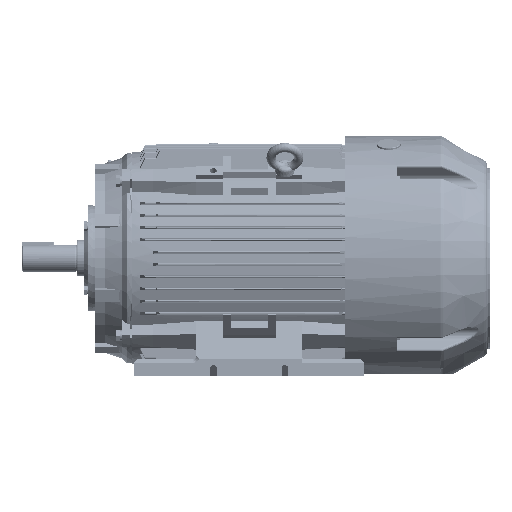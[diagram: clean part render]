
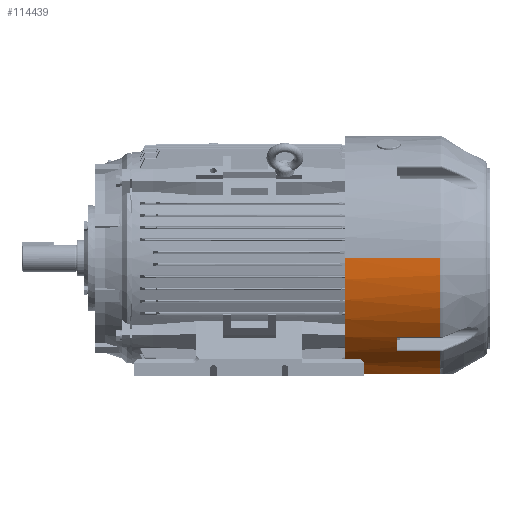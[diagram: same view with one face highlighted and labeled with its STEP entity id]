
A CAD part, front view. The second image highlights one B-rep face of the part: STEP entity #114439.
In plain terms, the highlighted cylindrical face has radius 184.5 mm (diameter 369 mm), a partial arc.
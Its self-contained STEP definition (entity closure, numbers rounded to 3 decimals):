
#17650 = CARTESIAN_POINT ( 'NONE',  ( 143.905, -140.797, 119.233 ) ) ;
#17703 = DIRECTION ( 'NONE',  ( -1., 0., 0. ) ) ;
#17704 = VECTOR ( 'NONE', #17703, 1000. ) ;
#17705 = CARTESIAN_POINT ( 'NONE',  ( 0., -140.797, 119.233 ) ) ;
#17706 = LINE ( 'NONE', #17705, #17704 ) ;
#17707 = CARTESIAN_POINT ( 'NONE',  ( 78., -140.797, 119.233 ) ) ;
#21392 = CARTESIAN_POINT ( 'NONE',  ( 0., -173.25, 63.44 ) ) ;
#21467 = CARTESIAN_POINT ( 'NONE',  ( 143.905, 0., 184.5 ) ) ;
#21468 = DIRECTION ( 'NONE',  ( -1., 0., 0. ) ) ;
#21469 = VECTOR ( 'NONE', #21468, 1000. ) ;
#21470 = CARTESIAN_POINT ( 'NONE',  ( 0., 0., 184.5 ) ) ;
#21471 = LINE ( 'NONE', #21470, #21469 ) ;
#21472 = CARTESIAN_POINT ( 'NONE',  ( 0., 0., 184.5 ) ) ;
#21524 = DIRECTION ( 'NONE',  ( 1., 0., 0. ) ) ;
#21525 = VECTOR ( 'NONE', #21524, 1000. ) ;
#21526 = CARTESIAN_POINT ( 'NONE',  ( 0., -119.233, 140.797 ) ) ;
#21527 = LINE ( 'NONE', #21526, #21525 ) ;
#21553 = CARTESIAN_POINT ( 'NONE',  ( 1.295, -174.444, 60.078 ) ) ;
#21554 = CARTESIAN_POINT ( 'NONE',  ( 1.186, -174.402, 60.203 ) ) ;
#21555 = CARTESIAN_POINT ( 'NONE',  ( 0.983, -174.313, 60.458 ) ) ;
#21556 = CARTESIAN_POINT ( 'NONE',  ( 0.889, -174.268, 60.59 ) ) ;
#21557 = CARTESIAN_POINT ( 'NONE',  ( 0.627, -174.126, 60.995 ) ) ;
#21558 = CARTESIAN_POINT ( 'NONE',  ( 0.48, -174.026, 61.279 ) ) ;
#21559 = CARTESIAN_POINT ( 'NONE',  ( 0.24, -173.815, 61.877 ) ) ;
#21560 = CARTESIAN_POINT ( 'NONE',  ( 0.15, -173.705, 62.185 ) ) ;
#21561 = CARTESIAN_POINT ( 'NONE',  ( 0.03, -173.481, 62.806 ) ) ;
#21562 = CARTESIAN_POINT ( 'NONE',  ( 65., -175., 58.44 ) ) ;
#21563 = DIRECTION ( 'NONE',  ( -1., 0., 0. ) ) ;
#21564 = VECTOR ( 'NONE', #21563, 1000. ) ;
#21565 = CARTESIAN_POINT ( 'NONE',  ( 75., -175., 58.44 ) ) ;
#21566 = CARTESIAN_POINT ( 'NONE',  ( 0., -173.367, 63.121 ) ) ;
#21567 = CARTESIAN_POINT ( 'NONE',  ( 0., -173.25, 63.44 ) ) ;
#21568 = CARTESIAN_POINT ( 'NONE',  ( 5., -175., 58.44 ) ) ;
#21569 = B_SPLINE_CURVE_WITH_KNOTS ( 'NONE', 3,
 ( #21567, #21566, #21561, #21560, #21559, #21558, #21557, #21556, #21555, #21554, #21553, #21617, #21616, #21615, #21614, #21613, #21612, #21611, #21610, #21609 ),
 .UNSPECIFIED., .F., .F.,
 ( 4, 2, 2, 2, 2, 2, 2, 2, 2, 4 ),
 ( 0., 0.001, 0.002, 0.003, 0.004, 0.004, 0.005, 0.006, 0.007, 0.008 ),
 .UNSPECIFIED. ) ;
#21570 = LINE ( 'NONE', #21565, #21564 ) ;
#21581 = FACE_OUTER_BOUND ( 'NONE', #114442, .T. ) ;
#21586 = CARTESIAN_POINT ( 'NONE',  ( 0., 0., 0. ) ) ;
#21593 = CARTESIAN_POINT ( 'NONE',  ( 78., -119.233, 140.797 ) ) ;
#21594 = DIRECTION ( 'NONE',  ( 0., 0., 1. ) ) ;
#21595 = DIRECTION ( 'NONE',  ( -1., 0., 0. ) ) ;
#21596 = CARTESIAN_POINT ( 'NONE',  ( 78., 0., 0. ) ) ;
#21597 = AXIS2_PLACEMENT_3D ( 'NONE', #21596, #21595, #21594 ) ;
#21598 = CIRCLE ( 'NONE', #21597, 184.5 ) ;
#21599 = DIRECTION ( 'NONE',  ( 0., 0., 1. ) ) ;
#21600 = DIRECTION ( 'NONE',  ( -1., 0., 0. ) ) ;
#21601 = CARTESIAN_POINT ( 'NONE',  ( 143.905, 0., 0. ) ) ;
#21602 = AXIS2_PLACEMENT_3D ( 'NONE', #21601, #21600, #21599 ) ;
#21603 = CIRCLE ( 'NONE', #21602, 184.5 ) ;
#21604 = CARTESIAN_POINT ( 'NONE',  ( 143.905, -175., 58.44 ) ) ;
#21605 = DIRECTION ( 'NONE',  ( -1., 0., 0. ) ) ;
#21606 = VECTOR ( 'NONE', #21605, 1000. ) ;
#21607 = CARTESIAN_POINT ( 'NONE',  ( 219., -175., 58.44 ) ) ;
#21608 = LINE ( 'NONE', #21607, #21606 ) ;
#21609 = CARTESIAN_POINT ( 'NONE',  ( 5., -175., 58.44 ) ) ;
#21610 = CARTESIAN_POINT ( 'NONE',  ( 4.659, -175., 58.44 ) ) ;
#21611 = CARTESIAN_POINT ( 'NONE',  ( 4.319, -174.988, 58.475 ) ) ;
#21612 = CARTESIAN_POINT ( 'NONE',  ( 3.658, -174.943, 58.612 ) ) ;
#21613 = CARTESIAN_POINT ( 'NONE',  ( 3.339, -174.909, 58.712 ) ) ;
#21614 = CARTESIAN_POINT ( 'NONE',  ( 2.727, -174.821, 58.974 ) ) ;
#21615 = CARTESIAN_POINT ( 'NONE',  ( 2.43, -174.765, 59.139 ) ) ;
#21616 = CARTESIAN_POINT ( 'NONE',  ( 1.887, -174.638, 59.514 ) ) ;
#21617 = CARTESIAN_POINT ( 'NONE',  ( 1.637, -174.566, 59.725 ) ) ;
#21632 = DIRECTION ( 'NONE',  ( 0., 0., 1. ) ) ;
#21633 = DIRECTION ( 'NONE',  ( -1., 0., 0. ) ) ;
#21634 = CARTESIAN_POINT ( 'NONE',  ( 0., 0., 0. ) ) ;
#21635 = AXIS2_PLACEMENT_3D ( 'NONE', #21634, #21633, #21632 ) ;
#21636 = CIRCLE ( 'NONE', #21635, 184.5 ) ;
#21637 = CARTESIAN_POINT ( 'NONE',  ( 143.905, -119.233, 140.797 ) ) ;
#21638 = DIRECTION ( 'NONE',  ( 0., 0., 1. ) ) ;
#21639 = DIRECTION ( 'NONE',  ( -1., 0., 0. ) ) ;
#21640 = CARTESIAN_POINT ( 'NONE',  ( 143.905, 0., 0. ) ) ;
#21641 = AXIS2_PLACEMENT_3D ( 'NONE', #21640, #21639, #21638 ) ;
#21642 = DIRECTION ( 'NONE',  ( 0., 0., 1. ) ) ;
#21643 = DIRECTION ( 'NONE',  ( -1., 0., 0. ) ) ;
#21644 = AXIS2_PLACEMENT_3D ( 'NONE', #21586, #21643, #21642 ) ;
#21645 = CIRCLE ( 'NONE', #21641, 184.5 ) ;
#21646 = CYLINDRICAL_SURFACE ( 'NONE', #21644, 184.5 ) ;
#111889 = VERTEX_POINT ( 'NONE', #17650 ) ;
#111902 = VERTEX_POINT ( 'NONE', #17707 ) ;
#111905 = EDGE_CURVE ( 'NONE', #111889, #111902, #17706, .T. ) ;
#114305 = VERTEX_POINT ( 'NONE', #21392 ) ;
#114342 = VERTEX_POINT ( 'NONE', #21472 ) ;
#114345 = EDGE_CURVE ( 'NONE', #114347, #114342, #21471, .T. ) ;
#114347 = VERTEX_POINT ( 'NONE', #21467 ) ;
#114383 = ORIENTED_EDGE ( 'NONE', *, *, #114385, .T. ) ;
#114385 = EDGE_CURVE ( 'NONE', #114430, #114450, #21527, .T. ) ;
#114407 = ORIENTED_EDGE ( 'NONE', *, *, #114409, .T. ) ;
#114409 = EDGE_CURVE ( 'NONE', #114305, #114412, #21569, .T. ) ;
#114412 = VERTEX_POINT ( 'NONE', #21568 ) ;
#114414 = ORIENTED_EDGE ( 'NONE', *, *, #114415, .F. ) ;
#114415 = EDGE_CURVE ( 'NONE', #114416, #114412, #21570, .T. ) ;
#114416 = VERTEX_POINT ( 'NONE', #21562 ) ;
#114417 = ORIENTED_EDGE ( 'NONE', *, *, #114418, .F. ) ;
#114418 = EDGE_CURVE ( 'NONE', #114419, #114416, #21608, .T. ) ;
#114419 = VERTEX_POINT ( 'NONE', #21604 ) ;
#114421 = ORIENTED_EDGE ( 'NONE', *, *, #114422, .T. ) ;
#114422 = EDGE_CURVE ( 'NONE', #114419, #111889, #21603, .T. ) ;
#114425 = ORIENTED_EDGE ( 'NONE', *, *, #111905, .T. ) ;
#114427 = ORIENTED_EDGE ( 'NONE', *, *, #114429, .T. ) ;
#114429 = EDGE_CURVE ( 'NONE', #111902, #114430, #21598, .T. ) ;
#114430 = VERTEX_POINT ( 'NONE', #21593 ) ;
#114439 = ADVANCED_FACE ( 'NONE', ( #21581 ), #21646, .T. ) ;
#114442 = EDGE_LOOP ( 'NONE', ( #114445, #114451, #114452, #114407, #114414, #114417, #114421, #114425, #114427, #114383 ) ) ;
#114445 = ORIENTED_EDGE ( 'NONE', *, *, #114447, .T. ) ;
#114447 = EDGE_CURVE ( 'NONE', #114450, #114347, #21645, .T. ) ;
#114450 = VERTEX_POINT ( 'NONE', #21637 ) ;
#114451 = ORIENTED_EDGE ( 'NONE', *, *, #114345, .T. ) ;
#114452 = ORIENTED_EDGE ( 'NONE', *, *, #114454, .F. ) ;
#114454 = EDGE_CURVE ( 'NONE', #114305, #114342, #21636, .T. ) ;
